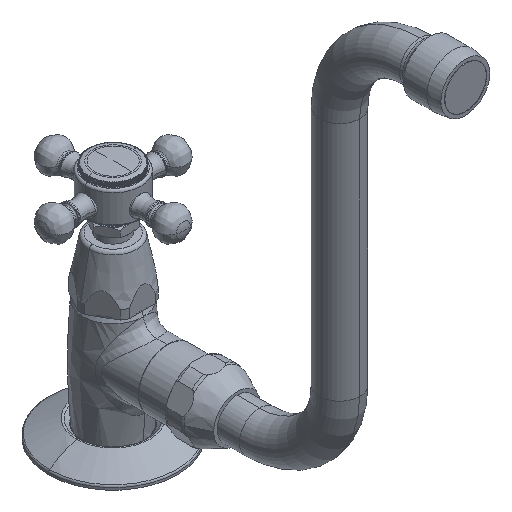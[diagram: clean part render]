
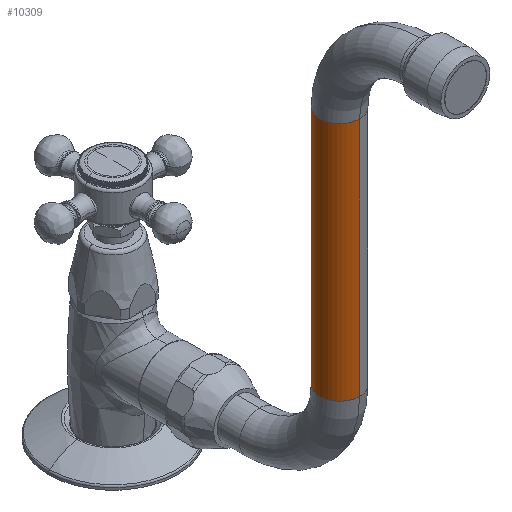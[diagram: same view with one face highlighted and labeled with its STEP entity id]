
A CAD part, isometric view. The second image highlights one B-rep face of the part: STEP entity #10309.
In plain terms, the highlighted cylindrical face has radius 9 mm (diameter 18 mm), a partial arc.
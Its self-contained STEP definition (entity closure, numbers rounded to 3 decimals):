
#979=CARTESIAN_POINT('',(0.,-101.7,40.75));
#980=DIRECTION('',(0.,0.,1.));
#981=DIRECTION('',(0.,1.,0.));
#982=AXIS2_PLACEMENT_3D('',#979,#980,#981);
#984=DIRECTION('',(0.,0.,1.));
#985=VECTOR('',#984,108.);
#986=CARTESIAN_POINT('',(0.,-92.7,40.75));
#987=LINE('',#986,#985);
#993=DIRECTION('',(0.,0.,1.));
#994=VECTOR('',#993,108.);
#995=CARTESIAN_POINT('',(0.,-110.7,40.75));
#996=LINE('',#995,#994);
#1007=CARTESIAN_POINT('',(0.,-101.7,148.75));
#1008=DIRECTION('',(0.,0.,1.));
#1009=DIRECTION('',(0.,1.,0.));
#1010=AXIS2_PLACEMENT_3D('',#1007,#1008,#1009);
#8867=CARTESIAN_POINT('',(0.,-110.7,40.75));
#8868=CARTESIAN_POINT('',(0.,-92.7,40.75));
#8869=VERTEX_POINT('',#8867);
#8870=VERTEX_POINT('',#8868);
#8871=CARTESIAN_POINT('',(0.,-110.7,148.75));
#8872=CARTESIAN_POINT('',(0.,-92.7,148.75));
#8873=VERTEX_POINT('',#8871);
#8874=VERTEX_POINT('',#8872);
#10295=CARTESIAN_POINT('',(0.,-101.7,40.75));
#10296=DIRECTION('',(0.,0.,1.));
#10297=DIRECTION('',(0.,-1.,0.));
#10298=AXIS2_PLACEMENT_3D('',#10295,#10296,#10297);
#10299=CYLINDRICAL_SURFACE('',#10298,9.);
#10300=ORIENTED_EDGE('',*,*,#10282,.F.);
#10302=ORIENTED_EDGE('',*,*,#10301,.T.);
#10304=ORIENTED_EDGE('',*,*,#10303,.T.);
#10306=ORIENTED_EDGE('',*,*,#10305,.F.);
#10307=EDGE_LOOP('',(#10300,#10302,#10304,#10306));
#10308=FACE_OUTER_BOUND('',#10307,.F.);
#10309=ADVANCED_FACE('',(#10308),#10299,.T.);
#983=CIRCLE('',#982,9.);
#1011=CIRCLE('',#1010,9.);
#10282=EDGE_CURVE('',#8870,#8869,#983,.T.);
#10301=EDGE_CURVE('',#8870,#8874,#987,.T.);
#10303=EDGE_CURVE('',#8874,#8873,#1011,.T.);
#10305=EDGE_CURVE('',#8869,#8873,#996,.T.);
